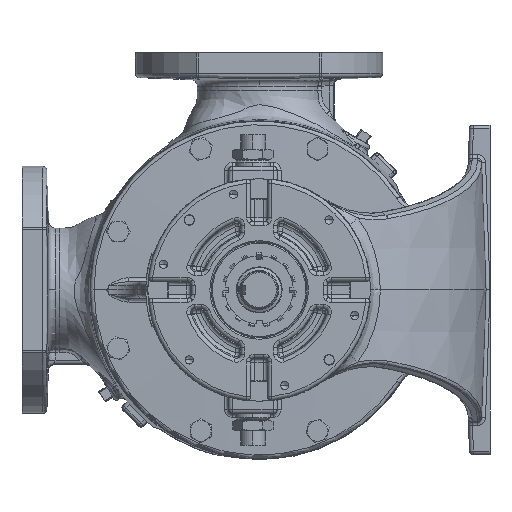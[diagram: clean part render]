
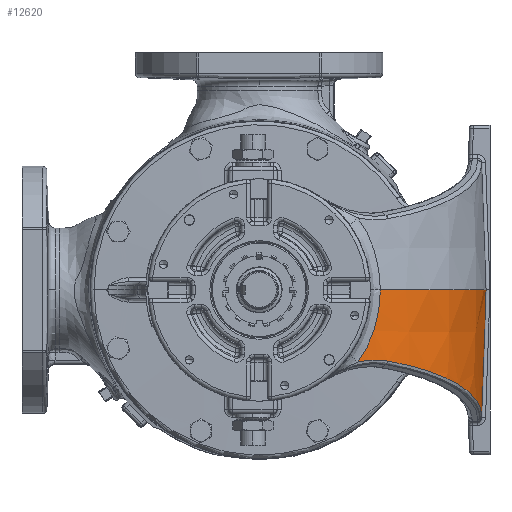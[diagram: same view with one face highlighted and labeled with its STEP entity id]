
A CAD part, left-side view. The second image highlights one B-rep face of the part: STEP entity #12620.
In plain terms, the highlighted conical face has half-angle 2 degrees and reference radius 133.35 mm.
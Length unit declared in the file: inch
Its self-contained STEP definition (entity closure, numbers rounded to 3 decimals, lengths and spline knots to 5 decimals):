
#2285 = DIRECTION ( 'NONE',  ( 1., 0., 0. ) ) ;
#4915 = CARTESIAN_POINT ( 'NONE',  ( -10.24591, -4.43664, -2.26441 ) ) ;
#5291 = VERTEX_POINT ( 'NONE', #139420 ) ;
#5580 = CARTESIAN_POINT ( 'NONE',  ( -8.39822, -6.13827, -2.92141 ) ) ;
#7328 = CARTESIAN_POINT ( 'NONE',  ( -10.73003, -3.66857, -0.24402 ) ) ;
#7988 = CARTESIAN_POINT ( 'NONE',  ( -10.89257, -2.9913, -2.18638 ) ) ;
#9204 = B_SPLINE_CURVE_WITH_KNOTS ( 'NONE', 3,
 ( #51191, #66972, #175795, #82670, #191457, #98299, #4915, #114008, #20521, #129601, #36196, #145234, #51839, #160877, #67620, #176449, #83334, #192121, #98966, #5580, #114673, #21182, #130261, #36880, #145906, #52497, #161544, #68283, #177108, #84011, #192790, #99635 ),
 .UNSPECIFIED., .F., .F.,
 ( 4, 2, 2, 2, 2, 2, 2, 2, 2, 2, 2, 2, 2, 2, 2, 4 ),
 ( 0., 0.00479, 0.00958, 0.01916, 0.02874, 0.03353, 0.03832, 0.05747, 0.06705, 0.07663, 0.09579, 0.11495, 0.11974, 0.12453, 0.13411, 0.15326 ),
 .UNSPECIFIED. ) ;
#9884 = CARTESIAN_POINT ( 'NONE',  ( -10.8491, -3.14583, -2.15602 ) ) ;
#11317 = DIRECTION ( 'NONE',  ( 0., -0.035, 0.999 ) ) ;
#12620 = ADVANCED_FACE ( 'Defeatured_0_1797', ( #95228 ), #85466, .T. ) ;
#17685 = DIRECTION ( 'NONE',  ( 1., 0., 0. ) ) ;
#20521 = CARTESIAN_POINT ( 'NONE',  ( -10.03324, -4.73686, -2.34004 ) ) ;
#21182 = CARTESIAN_POINT ( 'NONE',  ( -7.75259, -6.43076, -3.15095 ) ) ;
#22948 = CARTESIAN_POINT ( 'NONE',  ( -10.72988, -3.64715, -0.48582 ) ) ;
#23209 = AXIS2_PLACEMENT_3D ( 'NONE', #188830, #95677, #2285 ) ;
#25510 = CARTESIAN_POINT ( 'NONE',  ( -10.80018, -3.30097, -2.1346 ) ) ;
#33386 = DIRECTION ( 'NONE',  ( 0., 0., 1. ) ) ;
#35183 = CARTESIAN_POINT ( 'NONE',  ( -5.90122, -6.88, 0. ) ) ;
#36196 = CARTESIAN_POINT ( 'NONE',  ( -9.87892, -4.92742, -2.39491 ) ) ;
#36880 = CARTESIAN_POINT ( 'NONE',  ( -7.24548, -6.5849, -3.33123 ) ) ;
#38627 = CARTESIAN_POINT ( 'NONE',  ( -10.74659, -3.56302, -0.96242 ) ) ;
#41178 = CARTESIAN_POINT ( 'NONE',  ( -10.68816, -3.60537, -2.12023 ) ) ;
#47017 = CARTESIAN_POINT ( 'NONE',  ( -5.90122, -1.63, 0. ) ) ;
#49769 = CARTESIAN_POINT ( 'NONE',  ( -10.89257, -2.9913, -2.18638 ) ) ;
#51191 = CARTESIAN_POINT ( 'NONE',  ( -10.55162, -3.89971, -2.15569 ) ) ;
#51839 = CARTESIAN_POINT ( 'NONE',  ( -9.75862, -5.06513, -2.43769 ) ) ;
#52497 = CARTESIAN_POINT ( 'NONE',  ( -7.07295, -6.62631, -3.39257 ) ) ;
#54287 = CARTESIAN_POINT ( 'NONE',  ( -10.7777, -3.44568, -1.3345 ) ) ;
#56855 = CARTESIAN_POINT ( 'NONE',  ( -10.55162, -3.89971, -2.15569 ) ) ;
#60701 = EDGE_LOOP ( 'NONE', ( #162528, #173271, #91400, #167905, #66744 ) ) ;
#66744 = ORIENTED_EDGE ( 'NONE', *, *, #172150, .T. ) ;
#66972 = CARTESIAN_POINT ( 'NONE',  ( -10.52407, -3.95537, -2.16549 ) ) ;
#67620 = CARTESIAN_POINT ( 'NONE',  ( -9.37708, -5.45133, -2.57337 ) ) ;
#68283 = CARTESIAN_POINT ( 'NONE',  ( -6.84058, -6.67328, -3.47517 ) ) ;
#70027 = CARTESIAN_POINT ( 'NONE',  ( -10.79723, -3.37333, -1.51522 ) ) ;
#82670 = CARTESIAN_POINT ( 'NONE',  ( -10.43656, -4.11948, -2.19661 ) ) ;
#83334 = CARTESIAN_POINT ( 'NONE',  ( -9.00337, -5.74948, -2.70625 ) ) ;
#84011 = CARTESIAN_POINT ( 'NONE',  ( -6.37321, -6.7365, -3.6413 ) ) ;
#85466 = CONICAL_SURFACE ( 'NONE', #102336, 5.25, 0.035 ) ;
#85748 = CARTESIAN_POINT ( 'NONE',  ( -10.81327, -3.31341, -1.64799 ) ) ;
#91400 = ORIENTED_EDGE ( 'NONE', *, *, #91664, .T. ) ;
#91664 = EDGE_CURVE ( 'Defeatured_0_1797+Defeatured_0_1697+Defeatured_0_1676+Defeatured_0_1696', #147927, #5291, #148718, .T. ) ;
#93809 = LINE ( 'NONE', #120396, #176481 ) ;
#95228 = FACE_OUTER_BOUND ( 'NONE', #60701, .T. ) ;
#95677 = DIRECTION ( 'NONE',  ( 0., 0., 1. ) ) ;
#98299 = CARTESIAN_POINT ( 'NONE',  ( -10.31213, -4.33299, -2.24086 ) ) ;
#98966 = CARTESIAN_POINT ( 'NONE',  ( -8.7071, -5.95235, -2.81159 ) ) ;
#99635 = CARTESIAN_POINT ( 'NONE',  ( -5.90122, -6.74698, -3.80907 ) ) ;
#99944 = VERTEX_POINT ( 'NONE', #35183 ) ;
#100727 = CARTESIAN_POINT ( 'NONE',  ( -10.73072, -3.67129, -0.1954 ) ) ;
#101405 = CARTESIAN_POINT ( 'NONE',  ( -10.86688, -3.10626, -2.02993 ) ) ;
#102336 = AXIS2_PLACEMENT_3D ( 'NONE', #47017, #33386, #17685 ) ;
#103301 = CARTESIAN_POINT ( 'NONE',  ( -10.87167, -3.06837, -2.1699 ) ) ;
#114008 = CARTESIAN_POINT ( 'NONE',  ( -10.10646, -4.63858, -2.314 ) ) ;
#114673 = CARTESIAN_POINT ( 'NONE',  ( -8.18659, -6.24599, -2.99665 ) ) ;
#116414 = CARTESIAN_POINT ( 'NONE',  ( -10.72906, -3.65779, -0.38945 ) ) ;
#118940 = CARTESIAN_POINT ( 'NONE',  ( -10.83722, -3.18479, -2.14994 ) ) ;
#120396 = CARTESIAN_POINT ( 'NONE',  ( -5.90122, -6.88, 0. ) ) ;
#122147 = EDGE_CURVE ( 'Defeatured_0_1797+Defeatured_0_1676+Defeatured_0_1522+Defeatured_0_1697', #125942, #147927, #163035, .T. ) ;
#125942 = VERTEX_POINT ( 'NONE', #184876 ) ;
#129601 = CARTESIAN_POINT ( 'NONE',  ( -9.91818, -4.88026, -2.38095 ) ) ;
#130261 = CARTESIAN_POINT ( 'NONE',  ( -7.5302, -6.5078, -3.23001 ) ) ;
#132037 = CARTESIAN_POINT ( 'NONE',  ( -10.73655, -3.60488, -0.77317 ) ) ;
#133748 = VERTEX_POINT ( 'NONE', #145533 ) ;
#134555 = CARTESIAN_POINT ( 'NONE',  ( -10.77359, -3.37765, -2.12816 ) ) ;
#139420 = CARTESIAN_POINT ( 'NONE',  ( -10.55162, -3.89971, -2.15569 ) ) ;
#145234 = CARTESIAN_POINT ( 'NONE',  ( -9.79917, -5.01981, -2.42327 ) ) ;
#145533 = CARTESIAN_POINT ( 'NONE',  ( -5.90122, -6.74698, -3.80907 ) ) ;
#145906 = CARTESIAN_POINT ( 'NONE',  ( -7.1882, -6.59935, -3.3516 ) ) ;
#147674 = CARTESIAN_POINT ( 'NONE',  ( -10.76905, -3.47768, -1.24253 ) ) ;
#147927 = VERTEX_POINT ( 'NONE', #49769 ) ;
#148718 = B_SPLINE_CURVE_WITH_KNOTS ( 'NONE', 3,
 ( #149531, #165162, #103301, #9884, #118940, #25510, #134555, #41178, #150217, #56855 ),
 .UNSPECIFIED., .F., .F.,
 ( 4, 2, 2, 2, 4 ),
 ( 0.01694, 0.02007, 0.0232, 0.02945, 0.04196 ),
 .UNSPECIFIED. ) ;
#149531 = CARTESIAN_POINT ( 'NONE',  ( -10.89257, -2.9913, -2.18638 ) ) ;
#150217 = CARTESIAN_POINT ( 'NONE',  ( -10.62368, -3.7541, -2.13007 ) ) ;
#160877 = CARTESIAN_POINT ( 'NONE',  ( -9.55253, -5.28736, -2.51098 ) ) ;
#161544 = CARTESIAN_POINT ( 'NONE',  ( -7.0149, -6.63884, -3.4132 ) ) ;
#162528 = ORIENTED_EDGE ( 'NONE', *, *, #197395, .F. ) ;
#162626 = CARTESIAN_POINT ( 'NONE',  ( -10.73431, -3.67594, -0.0489 ) ) ;
#163035 = B_SPLINE_CURVE_WITH_KNOTS ( 'NONE', 3,
 ( #178213, #162626, #193871, #100727, #7328, #116414, #22948, #132037, #38627, #147674, #54287, #163290, #70027, #178864, #85748, #194543, #101405, #7988 ),
 .UNSPECIFIED., .F., .F.,
 ( 4, 2, 2, 2, 2, 2, 2, 2, 4 ),
 ( 0., 0.00373, 0.00746, 0.01491, 0.02983, 0.03729, 0.04102, 0.04474, 0.05966 ),
 .UNSPECIFIED. ) ;
#163290 = CARTESIAN_POINT ( 'NONE',  ( -10.79216, -3.39213, -1.47027 ) ) ;
#165162 = CARTESIAN_POINT ( 'NONE',  ( -10.88239, -3.02978, -2.17772 ) ) ;
#167905 = ORIENTED_EDGE ( 'NONE', *, *, #200381, .T. ) ;
#172150 = EDGE_CURVE ( 'Defeatured_0_1797+Defeatured_0_1799+Defeatured_0_1696+Defeatured_0_1522', #133748, #99944, #93809, .T. ) ;
#173271 = ORIENTED_EDGE ( 'NONE', *, *, #122147, .T. ) ;
#175795 = CARTESIAN_POINT ( 'NONE',  ( -10.49555, -4.01045, -2.17563 ) ) ;
#176449 = CARTESIAN_POINT ( 'NONE',  ( -9.0987, -5.67744, -2.67235 ) ) ;
#176481 = VECTOR ( 'NONE', #11317, 39.37008 ) ;
#177108 = CARTESIAN_POINT ( 'NONE',  ( -6.724, -6.69212, -3.51661 ) ) ;
#178213 = CARTESIAN_POINT ( 'NONE',  ( -10.73613, -3.676, 0. ) ) ;
#178864 = CARTESIAN_POINT ( 'NONE',  ( -10.80779, -3.33397, -1.60409 ) ) ;
#182251 = CIRCLE ( 'NONE', #23209, 5.25 ) ;
#184876 = CARTESIAN_POINT ( 'NONE',  ( -10.73613, -3.676, 0. ) ) ;
#188830 = CARTESIAN_POINT ( 'NONE',  ( -5.90122, -1.63, 0. ) ) ;
#191457 = CARTESIAN_POINT ( 'NONE',  ( -10.40611, -4.1734, -2.20744 ) ) ;
#192121 = CARTESIAN_POINT ( 'NONE',  ( -8.8076, -5.88692, -2.77586 ) ) ;
#192790 = CARTESIAN_POINT ( 'NONE',  ( -6.13793, -6.74992, -3.72493 ) ) ;
#193871 = CARTESIAN_POINT ( 'NONE',  ( -10.73286, -3.67498, -0.09785 ) ) ;
#194543 = CARTESIAN_POINT ( 'NONE',  ( -10.84151, -3.20618, -1.86487 ) ) ;
#197395 = EDGE_CURVE ( 'Defeatured_0_1522+Defeatured_0_1797+Defeatured_0_1404+Defeatured_0_1524', #125942, #99944, #182251, .T. ) ;
#200381 = EDGE_CURVE ( 'Defeatured_0_1797+Defeatured_0_1696+Defeatured_0_1697+Defeatured_0_1799', #5291, #133748, #9204, .T. ) ;
